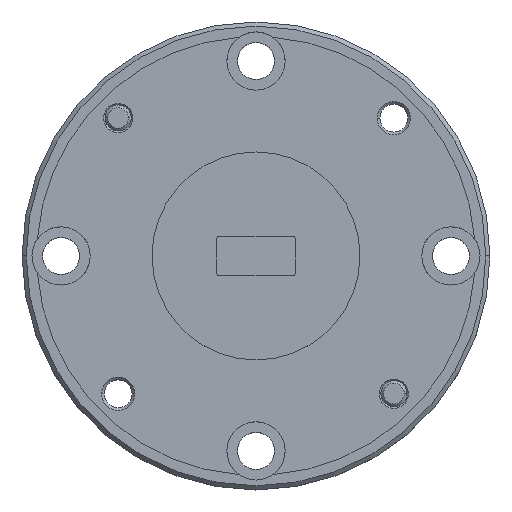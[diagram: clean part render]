
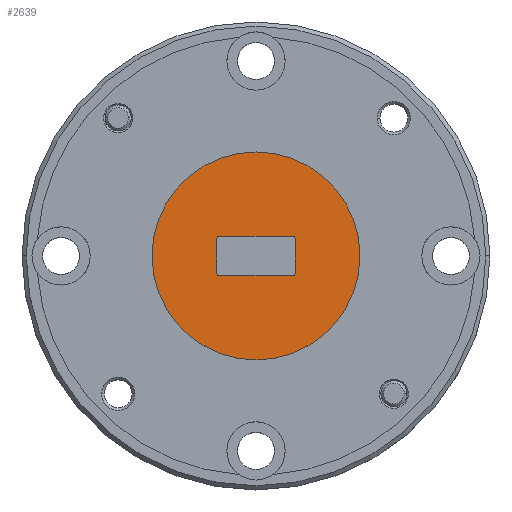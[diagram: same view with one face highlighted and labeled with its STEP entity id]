
A CAD part, top view. The second image highlights one B-rep face of the part: STEP entity #2639.
In plain terms, the highlighted planar face has unit normal (0, 0, 1).
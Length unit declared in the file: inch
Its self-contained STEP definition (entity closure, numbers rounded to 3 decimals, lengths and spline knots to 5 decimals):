
#14 = CARTESIAN_POINT ( 'NONE',  ( 0.089, -0.042, 0. ) ) ;
#181 = DIRECTION ( 'NONE',  ( 0., 0., 1. ) ) ;
#256 = DIRECTION ( 'NONE',  ( 1., 0., 0. ) ) ;
#301 = DIRECTION ( 'NONE',  ( 1., 0., 0. ) ) ;
#342 = DIRECTION ( 'NONE',  ( 1., 0., 0. ) ) ;
#348 = EDGE_CURVE ( 'NONE', #5445, #5373, #3001, .T. ) ;
#427 = AXIS2_PLACEMENT_3D ( 'NONE', #776, #1195, #256 ) ;
#609 = LINE ( 'NONE', #640, #1752 ) ;
#636 = ORIENTED_EDGE ( 'NONE', *, *, #348, .F. ) ;
#637 = VERTEX_POINT ( 'NONE', #1407 ) ;
#640 = CARTESIAN_POINT ( 'NONE',  ( 0.094, -0.047, 0. ) ) ;
#733 = DIRECTION ( 'NONE',  ( 0., 0., 1. ) ) ;
#740 = CARTESIAN_POINT ( 'NONE',  ( 0., 0., 0. ) ) ;
#755 = EDGE_LOOP ( 'NONE', ( #1751, #5581, #3156, #2055, #636, #4680, #1306, #1756 ) ) ;
#771 = CIRCLE ( 'NONE', #5435, 0.005 ) ;
#776 = CARTESIAN_POINT ( 'NONE',  ( -0.089, -0.042, 0. ) ) ;
#785 = CARTESIAN_POINT ( 'NONE',  ( -0.089, 0.047, 0. ) ) ;
#879 = LINE ( 'NONE', #2155, #2582 ) ;
#881 = ORIENTED_EDGE ( 'NONE', *, *, #3032, .T. ) ;
#897 = AXIS2_PLACEMENT_3D ( 'NONE', #2802, #733, #3690 ) ;
#1039 = VECTOR ( 'NONE', #301, 39.37008 ) ;
#1061 = FACE_OUTER_BOUND ( 'NONE', #4228, .T. ) ;
#1123 = EDGE_CURVE ( 'NONE', #4086, #3515, #771, .T. ) ;
#1195 = DIRECTION ( 'NONE',  ( 0., 0., -1. ) ) ;
#1306 = ORIENTED_EDGE ( 'NONE', *, *, #5442, .F. ) ;
#1320 = CARTESIAN_POINT ( 'NONE',  ( -0.089, -0.047, 0. ) ) ;
#1355 = VECTOR ( 'NONE', #3169, 39.37008 ) ;
#1407 = CARTESIAN_POINT ( 'NONE',  ( 0.094, -0.042, 0. ) ) ;
#1504 = CARTESIAN_POINT ( 'NONE',  ( 0.094, 0.042, 0. ) ) ;
#1533 = CARTESIAN_POINT ( 'NONE',  ( 0.25, 0., 0. ) ) ;
#1548 = DIRECTION ( 'NONE',  ( 1., 0., 0. ) ) ;
#1562 = DIRECTION ( 'NONE',  ( 1., 0., 0. ) ) ;
#1751 = ORIENTED_EDGE ( 'NONE', *, *, #2707, .F. ) ;
#1752 = VECTOR ( 'NONE', #2410, 39.37008 ) ;
#1756 = ORIENTED_EDGE ( 'NONE', *, *, #1123, .T. ) ;
#1766 = DIRECTION ( 'NONE',  ( -1., 0., 0. ) ) ;
#2038 = PLANE ( 'NONE',  #2951 ) ;
#2055 = ORIENTED_EDGE ( 'NONE', *, *, #4122, .T. ) ;
#2155 = CARTESIAN_POINT ( 'NONE',  ( -0.094, 0.047, 0. ) ) ;
#2173 = CARTESIAN_POINT ( 'NONE',  ( -0.094, -0.042, 0. ) ) ;
#2241 = CARTESIAN_POINT ( 'NONE',  ( -0.094, -0.047, 0. ) ) ;
#2291 = ORIENTED_EDGE ( 'NONE', *, *, #4275, .T. ) ;
#2321 = CARTESIAN_POINT ( 'NONE',  ( -0.25, 0., 0. ) ) ;
#2410 = DIRECTION ( 'NONE',  ( 0., 1., 0. ) ) ;
#2582 = VECTOR ( 'NONE', #1766, 39.37008 ) ;
#2636 = VERTEX_POINT ( 'NONE', #1533 ) ;
#2639 = ADVANCED_FACE ( 'NONE', ( #4214, #1061 ), #2038, .T. ) ;
#2686 = DIRECTION ( 'NONE',  ( 0., 0., -1. ) ) ;
#2707 = EDGE_CURVE ( 'NONE', #3040, #3515, #879, .T. ) ;
#2802 = CARTESIAN_POINT ( 'NONE',  ( 0., 0., 0. ) ) ;
#2856 = DIRECTION ( 'NONE',  ( 0., 0., 1. ) ) ;
#2937 = DIRECTION ( 'NONE',  ( 1., 0., 0. ) ) ;
#2943 = CARTESIAN_POINT ( 'NONE',  ( 0.089, -0.047, 0. ) ) ;
#2951 = AXIS2_PLACEMENT_3D ( 'NONE', #740, #2856, #1562 ) ;
#3001 = LINE ( 'NONE', #4333, #1039 ) ;
#3032 = EDGE_CURVE ( 'NONE', #2636, #4557, #4993, .T. ) ;
#3040 = VERTEX_POINT ( 'NONE', #4270 ) ;
#3156 = ORIENTED_EDGE ( 'NONE', *, *, #4587, .F. ) ;
#3169 = DIRECTION ( 'NONE',  ( 0., -1., 0. ) ) ;
#3176 = CARTESIAN_POINT ( 'NONE',  ( -0.094, 0.042, 0. ) ) ;
#3239 = CIRCLE ( 'NONE', #427, 0.005 ) ;
#3494 = EDGE_CURVE ( 'NONE', #3040, #5168, #4057, .T. ) ;
#3515 = VERTEX_POINT ( 'NONE', #785 ) ;
#3602 = LINE ( 'NONE', #2241, #1355 ) ;
#3690 = DIRECTION ( 'NONE',  ( 1., 0., 0. ) ) ;
#3759 = CARTESIAN_POINT ( 'NONE',  ( 0.089, 0.042, 0. ) ) ;
#3879 = AXIS2_PLACEMENT_3D ( 'NONE', #3759, #5539, #1548 ) ;
#3890 = AXIS2_PLACEMENT_3D ( 'NONE', #14, #2686, #5295 ) ;
#3925 = DIRECTION ( 'NONE',  ( 0., 0., -1. ) ) ;
#3972 = AXIS2_PLACEMENT_3D ( 'NONE', #5135, #181, #2937 ) ;
#4006 = EDGE_CURVE ( 'NONE', #5445, #4339, #3239, .T. ) ;
#4057 = CIRCLE ( 'NONE', #3879, 0.005 ) ;
#4086 = VERTEX_POINT ( 'NONE', #3176 ) ;
#4122 = EDGE_CURVE ( 'NONE', #637, #5373, #5084, .T. ) ;
#4214 = FACE_BOUND ( 'NONE', #755, .T. ) ;
#4228 = EDGE_LOOP ( 'NONE', ( #881, #2291 ) ) ;
#4270 = CARTESIAN_POINT ( 'NONE',  ( 0.089, 0.047, 0. ) ) ;
#4275 = EDGE_CURVE ( 'NONE', #4557, #2636, #4441, .T. ) ;
#4333 = CARTESIAN_POINT ( 'NONE',  ( -0.094, -0.047, 0. ) ) ;
#4339 = VERTEX_POINT ( 'NONE', #2173 ) ;
#4441 = CIRCLE ( 'NONE', #897, 0.25 ) ;
#4557 = VERTEX_POINT ( 'NONE', #2321 ) ;
#4587 = EDGE_CURVE ( 'NONE', #637, #5168, #609, .T. ) ;
#4680 = ORIENTED_EDGE ( 'NONE', *, *, #4006, .T. ) ;
#4993 = CIRCLE ( 'NONE', #3972, 0.25 ) ;
#5084 = CIRCLE ( 'NONE', #3890, 0.005 ) ;
#5135 = CARTESIAN_POINT ( 'NONE',  ( 0., 0., 0. ) ) ;
#5168 = VERTEX_POINT ( 'NONE', #1504 ) ;
#5295 = DIRECTION ( 'NONE',  ( 1., 0., 0. ) ) ;
#5373 = VERTEX_POINT ( 'NONE', #2943 ) ;
#5435 = AXIS2_PLACEMENT_3D ( 'NONE', #5590, #3925, #342 ) ;
#5442 = EDGE_CURVE ( 'NONE', #4086, #4339, #3602, .T. ) ;
#5445 = VERTEX_POINT ( 'NONE', #1320 ) ;
#5539 = DIRECTION ( 'NONE',  ( 0., 0., -1. ) ) ;
#5581 = ORIENTED_EDGE ( 'NONE', *, *, #3494, .T. ) ;
#5590 = CARTESIAN_POINT ( 'NONE',  ( -0.089, 0.042, 0. ) ) ;
